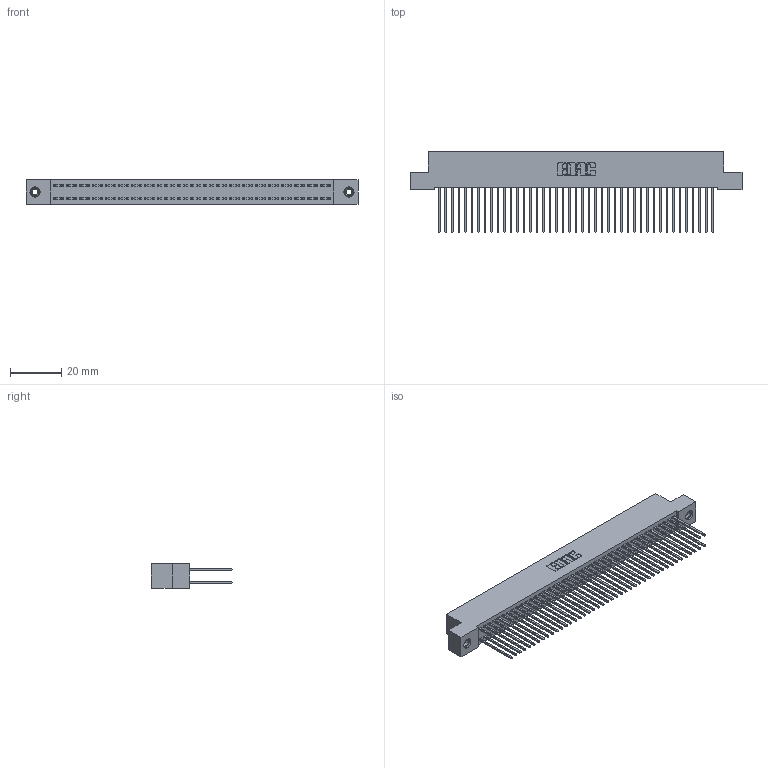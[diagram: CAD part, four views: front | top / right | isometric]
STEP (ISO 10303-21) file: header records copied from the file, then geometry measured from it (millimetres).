
FILE_DESCRIPTION (( 'STEP AP203' ), '1' );
FILE_NAME ('342-086-542-208.STEP', '2019-10-04T13:14:27', ( '' ), ( '' ), 'SwSTEP 2.0', 'SolidWorks 2016', '' );
FILE_SCHEMA (( 'CONFIG_CONTROL_DESIGN' ));
Length unit declared in the file: inch
Products named in the file (4): 342-086-542-208; 342 Part_TI; 345-292-001_345-293-142; 345-250-001_345-250-003-102
Assembly tree (89 placements, depth 2):
  342-086-542-208
    342 Part_TI
    345-292-001_345-293-142  x86
    345-250-001_345-250-003-102  x2
Bounding box: 129.54 x 31.63 x 9.4 mm (x, y, z)
Volume: 12039.1 mm3; surface area: 21430.6 mm2
Topology: 89 solids, 89 shells, 4642 faces, 13765 edges, 9054 vertices
Faces by surface type: plane 3194, cylinder 1432, cone 12, torus 4
Entity records: 28606 total; most frequent: CARTESIAN_POINT 4721, ORIENTED_EDGE 4650, DIRECTION 4063, EDGE_CURVE 2325, VECTOR 2177, LINE 2177, VERTEX_POINT 1544, AXIS2_PLACEMENT_3D 943
